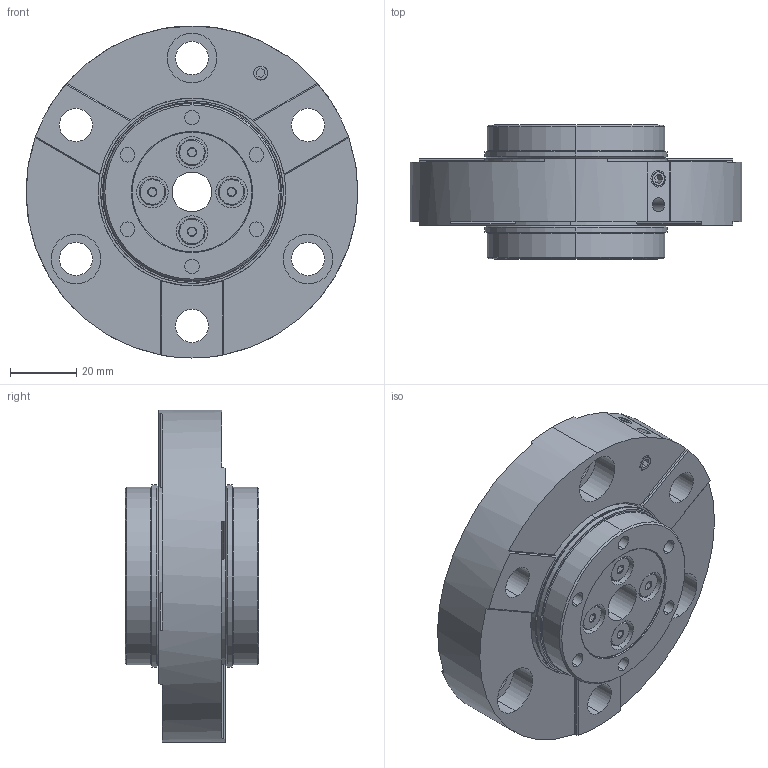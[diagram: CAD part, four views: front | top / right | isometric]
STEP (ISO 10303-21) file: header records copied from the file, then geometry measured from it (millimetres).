
FILE_DESCRIPTION (( 'STEP AP214' ), '1' );
FILE_NAME ('SS-55.STEP', '2022-06-01T18:57:51', ( '' ), ( '' ), 'SwSTEP 2.0', 'SolidWorks 2020', '' );
FILE_SCHEMA (( 'AUTOMOTIVE_DESIGN' ));
Length unit declared in the file: inch
Products named in the file (9): S90A002; SS-55; C8055X05; Socket Set Screw Cup Point_AM_B18.3.6M - M5 x 0.8 x 5 Hex Socket Type I Cup Pt. SS --N; 64C55S01; 90-0153_90-0153; 90-0154_90-0154; C80100X05; C8055X04_FINAL
Assembly tree (24 placements, depth 2):
  S90A002
  SS-55
    C80100X05
    64C55S01
    C8055X05
    C8055X04_FINAL  x2
    Socket Set Screw Cup Point_AM_B18.3.6M - M5 x 0.8 x 5 Hex Socket Type I Cup Pt. SS --N  x3
    90-0153_90-0153  x8
    90-0154_90-0154  x8
Bounding box: 100 x 40.34 x 100 mm (x, y, z)
Volume: 171277.5 mm3; surface area: 58990.8 mm2
Topology: 24 solids, 24 shells, 1046 faces, 2574 edges, 1637 vertices
Faces by surface type: cylinder 377, plane 255, bspline 200, cone 194, torus 20
Entity records: 16076 total; most frequent: CARTESIAN_POINT 6273, DIRECTION 1860, ORIENTED_EDGE 1832, EDGE_CURVE 916, AXIS2_PLACEMENT_3D 766, VERTEX_POINT 591, EDGE_LOOP 455, CIRCLE 389
